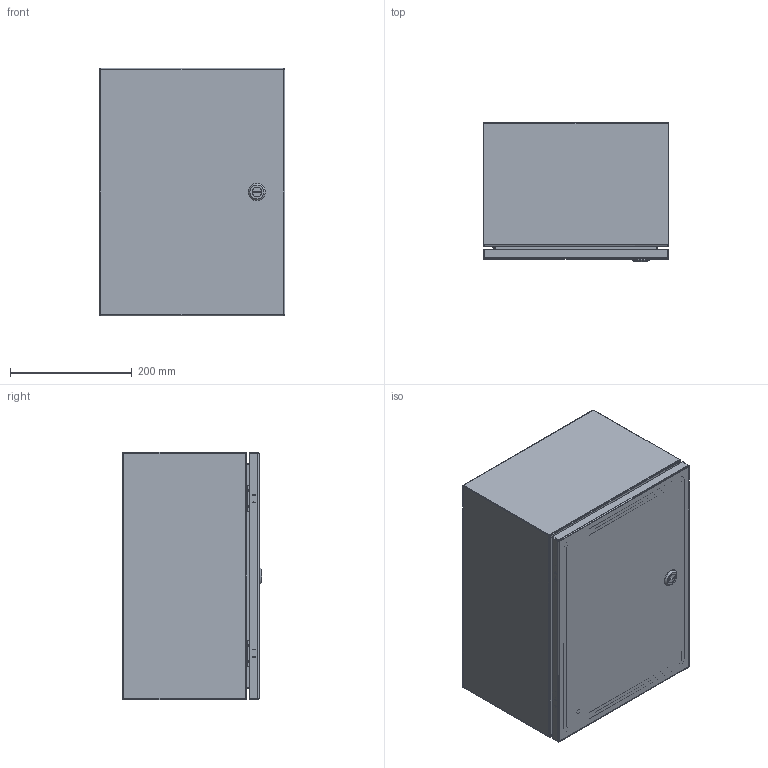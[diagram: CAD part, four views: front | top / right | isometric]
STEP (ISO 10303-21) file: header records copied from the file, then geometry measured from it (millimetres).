
FILE_DESCRIPTION (( 'STEP AP203' ), '1' );
FILE_NAME ('EN4SD16128S16_Default.step', '2019-11-14T20:41:52', ( '' ), ( '' ), 'SwSTEP 2.0', 'SolidWorks 2019', '' );
FILE_SCHEMA (( 'CONFIG_CONTROL_DESIGN' ));
Length unit declared in the file: inch
Products named in the file (1): EN4SD16128S16_Default
Bounding box: 304.8 x 228.12 x 406.4 mm (x, y, z)
Volume: 972888.5 mm3; surface area: 1297520.2 mm2
Topology: 22 solids, 23 shells, 657 faces, 1509 edges, 918 vertices
Faces by surface type: plane 303, cylinder 212, bspline 96, torus 24, cone 22
Entity records: 21888 total; most frequent: CARTESIAN_POINT 7402, ORIENTED_EDGE 2994, DIRECTION 2947, EDGE_CURVE 1497, AXIS2_PLACEMENT_3D 1056, VERTEX_POINT 918, VECTOR 835, LINE 835
